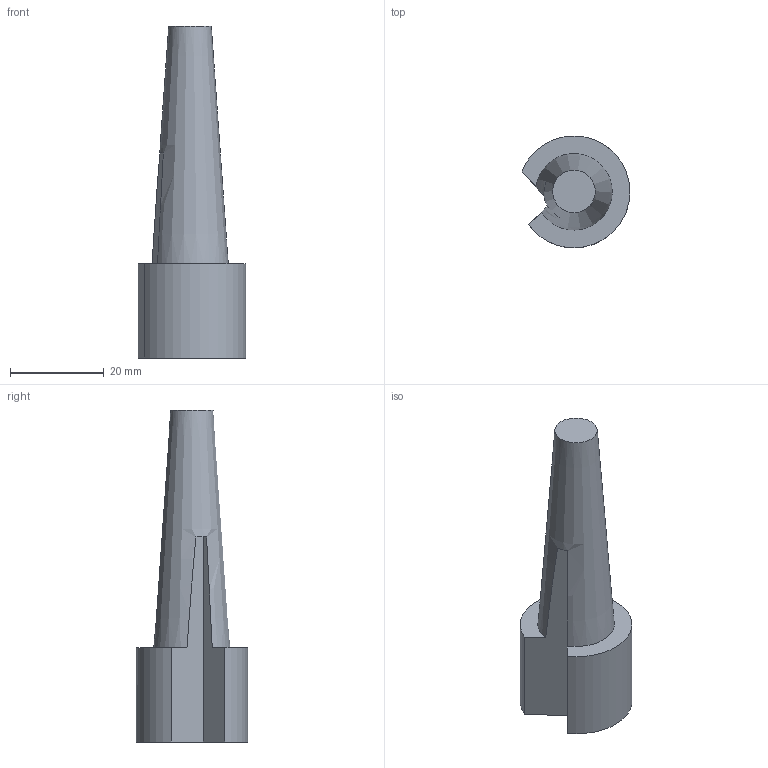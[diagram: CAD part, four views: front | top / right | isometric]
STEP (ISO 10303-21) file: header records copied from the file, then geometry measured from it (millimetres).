
FILE_DESCRIPTION(('Open CASCADE Model'),'2;1');
FILE_NAME('Open CASCADE Shape Model','2025-07-01T18:58:19',('Author'),( 'Open CASCADE'),'Open CASCADE STEP processor 7.5','Open CASCADE 7.5' ,'Unknown');
FILE_SCHEMA(('CONFIG_CONTROL_DESIGN'));
Length unit declared in the file: millimetre
Products named in the file (1): Open CASCADE STEP translator 7.5 26
Bounding box: 23.08 x 23.92 x 71.01 mm (x, y, z)
Volume: 14797 mm3; surface area: 4341.8 mm2
Topology: 1 solids, 1 shells, 8 faces, 25 edges, 19 vertices
Faces by surface type: plane 6, cylinder 1, cone 1
Entity records: 657 total; most frequent: CARTESIAN_POINT 142, DIRECTION 86, ORIENTED_EDGE 50, PCURVE 50, DEFINITIONAL_REPRESENTATION 50, LINE 26, VECTOR 26, EDGE_CURVE 25
